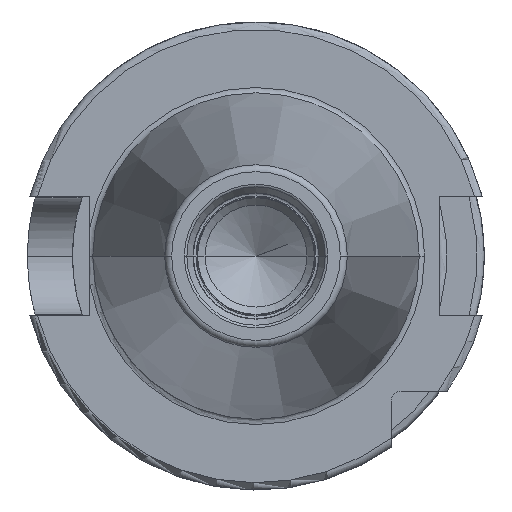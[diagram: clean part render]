
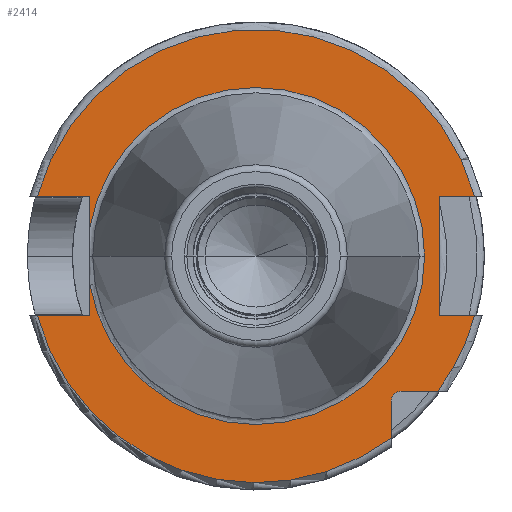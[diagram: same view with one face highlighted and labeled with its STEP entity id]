
A CAD part, left-side view. The second image highlights one B-rep face of the part: STEP entity #2414.
In plain terms, the highlighted planar face has unit normal (-1, 0, 0).
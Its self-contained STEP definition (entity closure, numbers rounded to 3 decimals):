
#117=CARTESIAN_POINT('',(3.2,0.,0.));
#118=DIRECTION('',(-1.,0.,0.));
#119=DIRECTION('',(0.,0.986,-0.168));
#120=AXIS2_PLACEMENT_3D('',#117,#118,#119);
#463=DIRECTION('',(0.,-1.,0.));
#464=VECTOR('',#463,4.99);
#465=CARTESIAN_POINT('',(3.2,-19.7,-18.35));
#466=LINE('',#465,#464);
#467=DIRECTION('',(0.,0.,1.));
#468=VECTOR('',#467,4.99);
#469=CARTESIAN_POINT('',(3.2,-18.35,-24.69));
#470=LINE('',#469,#468);
#471=CARTESIAN_POINT('',(3.2,0.,0.));
#472=DIRECTION('',(-1.,0.,0.));
#473=DIRECTION('',(0.,0.965,-0.263));
#474=AXIS2_PLACEMENT_3D('',#471,#472,#473);
#476=DIRECTION('',(0.,-1.,0.));
#477=VECTOR('',#476,7.127);
#478=CARTESIAN_POINT('',(3.2,29.677,-8.1));
#479=LINE('',#478,#477);
#480=DIRECTION('',(0.,0.,-1.));
#481=VECTOR('',#480,4.258);
#482=CARTESIAN_POINT('',(3.2,22.55,-3.842));
#483=LINE('',#482,#481);
#484=DIRECTION('',(0.,0.,-1.));
#485=VECTOR('',#484,4.258);
#486=CARTESIAN_POINT('',(3.2,22.55,8.1));
#487=LINE('',#486,#485);
#488=DIRECTION('',(0.,-1.,0.));
#489=VECTOR('',#488,7.127);
#490=CARTESIAN_POINT('',(3.2,29.677,8.1));
#491=LINE('',#490,#489);
#492=CARTESIAN_POINT('',(3.2,0.,0.));
#493=DIRECTION('',(1.,0.,0.));
#494=DIRECTION('',(0.,0.965,0.263));
#495=AXIS2_PLACEMENT_3D('',#492,#493,#494);
#497=DIRECTION('',(0.,1.,0.));
#498=VECTOR('',#497,4.827);
#499=CARTESIAN_POINT('',(3.2,-29.677,8.1));
#500=LINE('',#499,#498);
#501=DIRECTION('',(0.,0.,1.));
#502=VECTOR('',#501,16.2);
#503=CARTESIAN_POINT('',(3.2,-24.85,-8.1));
#504=LINE('',#503,#502);
#505=DIRECTION('',(0.,1.,0.));
#506=VECTOR('',#505,4.827);
#507=CARTESIAN_POINT('',(3.2,-29.677,-8.1));
#508=LINE('',#507,#506);
#509=CARTESIAN_POINT('',(3.2,0.,0.));
#510=DIRECTION('',(-1.,0.,0.));
#511=DIRECTION('',(0.,-0.803,-0.597));
#512=AXIS2_PLACEMENT_3D('',#509,#510,#511);
#523=CARTESIAN_POINT('',(3.2,-19.7,-19.7));
#524=DIRECTION('',(1.,0.,0.));
#525=DIRECTION('',(0.,1.,0.));
#526=AXIS2_PLACEMENT_3D('',#523,#524,#525);
#1248=CARTESIAN_POINT('',(3.2,0.,0.));
#1249=DIRECTION('',(1.,0.,0.));
#1250=DIRECTION('',(0.,0.986,0.168));
#1251=AXIS2_PLACEMENT_3D('',#1248,#1249,#1250);
#1533=CARTESIAN_POINT('',(3.2,-22.875,0.));
#1535=VERTEX_POINT('',#1533);
#1675=CARTESIAN_POINT('',(3.2,29.677,8.1));
#1676=CARTESIAN_POINT('',(3.2,22.55,8.1));
#1677=VERTEX_POINT('',#1675);
#1678=VERTEX_POINT('',#1676);
#1679=CARTESIAN_POINT('',(3.2,22.55,3.842));
#1680=VERTEX_POINT('',#1679);
#1681=CARTESIAN_POINT('',(3.2,22.55,-3.842));
#1682=CARTESIAN_POINT('',(3.2,22.55,-8.1));
#1683=VERTEX_POINT('',#1681);
#1684=VERTEX_POINT('',#1682);
#1685=CARTESIAN_POINT('',(3.2,29.677,-8.1));
#1686=VERTEX_POINT('',#1685);
#1687=CARTESIAN_POINT('',(3.2,-29.677,-8.1));
#1688=CARTESIAN_POINT('',(3.2,-24.85,-8.1));
#1689=VERTEX_POINT('',#1687);
#1690=VERTEX_POINT('',#1688);
#1691=CARTESIAN_POINT('',(3.2,-24.85,8.1));
#1692=VERTEX_POINT('',#1691);
#1693=CARTESIAN_POINT('',(3.2,-29.677,8.1));
#1694=VERTEX_POINT('',#1693);
#1720=CARTESIAN_POINT('',(3.2,-18.35,-24.69));
#1721=VERTEX_POINT('',#1720);
#1728=CARTESIAN_POINT('',(3.2,-19.7,-18.35));
#1729=CARTESIAN_POINT('',(3.2,-24.69,-18.35));
#1730=VERTEX_POINT('',#1728);
#1731=VERTEX_POINT('',#1729);
#1732=CARTESIAN_POINT('',(3.2,-18.35,-19.7));
#1733=VERTEX_POINT('',#1732);
#2382=CARTESIAN_POINT('',(3.2,0.,0.));
#2383=DIRECTION('',(1.,0.,0.));
#2384=DIRECTION('',(0.,-1.,0.));
#2385=AXIS2_PLACEMENT_3D('',#2382,#2383,#2384);
#2386=PLANE('',#2385);
#2388=ORIENTED_EDGE('',*,*,#2387,.F.);
#2390=ORIENTED_EDGE('',*,*,#2389,.F.);
#2392=ORIENTED_EDGE('',*,*,#2391,.F.);
#2394=ORIENTED_EDGE('',*,*,#2393,.F.);
#2395=ORIENTED_EDGE('',*,*,#2354,.T.);
#2396=ORIENTED_EDGE('',*,*,#1967,.F.);
#2397=ORIENTED_EDGE('',*,*,#1948,.T.);
#2399=ORIENTED_EDGE('',*,*,#2398,.F.);
#2400=ORIENTED_EDGE('',*,*,#1962,.F.);
#2401=ORIENTED_EDGE('',*,*,#2039,.F.);
#2403=ORIENTED_EDGE('',*,*,#2402,.T.);
#2405=ORIENTED_EDGE('',*,*,#2404,.T.);
#2407=ORIENTED_EDGE('',*,*,#2406,.F.);
#2409=ORIENTED_EDGE('',*,*,#2408,.F.);
#2411=ORIENTED_EDGE('',*,*,#2410,.F.);
#2412=EDGE_LOOP('',(#2388,#2390,#2392,#2394,#2395,#2396,#2397,#2399,#2400,#2401,
#2403,#2405,#2407,#2409,#2411));
#2413=FACE_OUTER_BOUND('',#2412,.F.);
#2414=ADVANCED_FACE('',(#2413),#2386,.F.);
#121=CIRCLE('',#120,22.875);
#475=CIRCLE('',#474,30.763);
#496=CIRCLE('',#495,30.763);
#513=CIRCLE('',#512,30.763);
#527=CIRCLE('',#526,1.35);
#1252=CIRCLE('',#1251,22.875);
#1948=EDGE_CURVE('',#1683,#1535,#121,.T.);
#1962=EDGE_CURVE('',#1678,#1680,#487,.T.);
#1967=EDGE_CURVE('',#1683,#1684,#483,.T.);
#2039=EDGE_CURVE('',#1677,#1678,#491,.T.);
#2354=EDGE_CURVE('',#1686,#1684,#479,.T.);
#2387=EDGE_CURVE('',#1730,#1731,#466,.T.);
#2389=EDGE_CURVE('',#1733,#1730,#527,.T.);
#2391=EDGE_CURVE('',#1721,#1733,#470,.T.);
#2393=EDGE_CURVE('',#1686,#1721,#475,.T.);
#2398=EDGE_CURVE('',#1680,#1535,#1252,.T.);
#2402=EDGE_CURVE('',#1677,#1694,#496,.T.);
#2404=EDGE_CURVE('',#1694,#1692,#500,.T.);
#2406=EDGE_CURVE('',#1690,#1692,#504,.T.);
#2408=EDGE_CURVE('',#1689,#1690,#508,.T.);
#2410=EDGE_CURVE('',#1731,#1689,#513,.T.);
